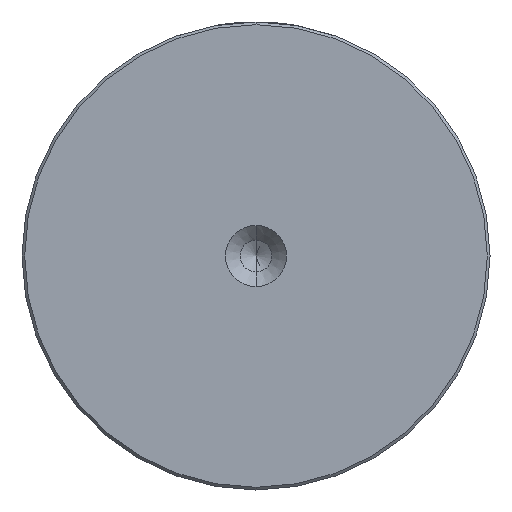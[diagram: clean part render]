
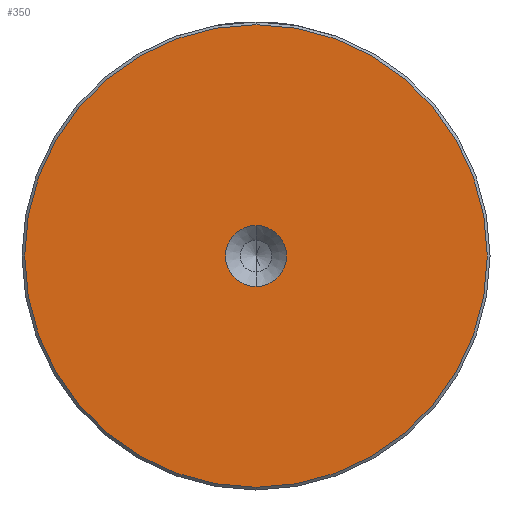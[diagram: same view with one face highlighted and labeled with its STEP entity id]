
A CAD part, left-side view. The second image highlights one B-rep face of the part: STEP entity #350.
In plain terms, the highlighted planar face has unit normal (-1, 0, 0).
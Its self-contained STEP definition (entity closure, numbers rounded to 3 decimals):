
#119 = AXIS2_PLACEMENT_3D ( 'NONE', #1933, #1752, #1556 ) ;
#145 = CARTESIAN_POINT ( 'NONE',  ( 0., 0., 42.5 ) ) ;
#166 = CARTESIAN_POINT ( 'NONE',  ( 0., 0., -5.6 ) ) ;
#185 = CARTESIAN_POINT ( 'NONE',  ( 0., 0., 0. ) ) ;
#263 = AXIS2_PLACEMENT_3D ( 'NONE', #185, #1846, #1458 ) ;
#280 = CARTESIAN_POINT ( 'NONE',  ( 0., 0., 0. ) ) ;
#294 = CARTESIAN_POINT ( 'NONE',  ( 0., 0., 5.6 ) ) ;
#341 = CARTESIAN_POINT ( 'NONE',  ( 0., 0., 0. ) ) ;
#348 = AXIS2_PLACEMENT_3D ( 'NONE', #341, #1703, #545 ) ;
#350 = ADVANCED_FACE ( 'NONE', ( #2519, #967 ), #2553, .T. ) ;
#402 = DIRECTION ( 'NONE',  ( 0., 0., 1. ) ) ;
#517 = VERTEX_POINT ( 'NONE', #166 ) ;
#545 = DIRECTION ( 'NONE',  ( 0., 0., 1. ) ) ;
#610 = VERTEX_POINT ( 'NONE', #145 ) ;
#650 = CIRCLE ( 'NONE', #263, 42.5 ) ;
#655 = EDGE_LOOP ( 'NONE', ( #781, #1494 ) ) ;
#781 = ORIENTED_EDGE ( 'NONE', *, *, #828, .F. ) ;
#824 = EDGE_CURVE ( 'NONE', #517, #999, #1739, .T. ) ;
#828 = EDGE_CURVE ( 'NONE', #999, #517, #1667, .T. ) ;
#848 = EDGE_CURVE ( 'NONE', #610, #2269, #650, .T. ) ;
#921 = ORIENTED_EDGE ( 'NONE', *, *, #2032, .T. ) ;
#967 = FACE_BOUND ( 'NONE', #655, .T. ) ;
#999 = VERTEX_POINT ( 'NONE', #294 ) ;
#1169 = DIRECTION ( 'NONE',  ( -1., 0., 0. ) ) ;
#1210 = CARTESIAN_POINT ( 'NONE',  ( 0., 0., -42.5 ) ) ;
#1353 = CIRCLE ( 'NONE', #348, 42.5 ) ;
#1458 = DIRECTION ( 'NONE',  ( 0., 0., 1. ) ) ;
#1487 = EDGE_LOOP ( 'NONE', ( #921, #1684 ) ) ;
#1494 = ORIENTED_EDGE ( 'NONE', *, *, #824, .F. ) ;
#1556 = DIRECTION ( 'NONE',  ( 0., 0., 1. ) ) ;
#1667 = CIRCLE ( 'NONE', #119, 5.6 ) ;
#1684 = ORIENTED_EDGE ( 'NONE', *, *, #848, .T. ) ;
#1703 = DIRECTION ( 'NONE',  ( -1., 0., 0. ) ) ;
#1739 = CIRCLE ( 'NONE', #2558, 5.6 ) ;
#1752 = DIRECTION ( 'NONE',  ( -1., 0., 0. ) ) ;
#1846 = DIRECTION ( 'NONE',  ( -1., 0., 0. ) ) ;
#1933 = CARTESIAN_POINT ( 'NONE',  ( 0., 0., 0. ) ) ;
#2032 = EDGE_CURVE ( 'NONE', #2269, #610, #1353, .T. ) ;
#2136 = DIRECTION ( 'NONE',  ( 0., 0., 1. ) ) ;
#2269 = VERTEX_POINT ( 'NONE', #1210 ) ;
#2353 = CARTESIAN_POINT ( 'NONE',  ( 0., 0., 0. ) ) ;
#2385 = AXIS2_PLACEMENT_3D ( 'NONE', #280, #2516, #402 ) ;
#2516 = DIRECTION ( 'NONE',  ( -1., 0., 0. ) ) ;
#2519 = FACE_OUTER_BOUND ( 'NONE', #1487, .T. ) ;
#2553 = PLANE ( 'NONE',  #2385 ) ;
#2558 = AXIS2_PLACEMENT_3D ( 'NONE', #2353, #1169, #2136 ) ;
